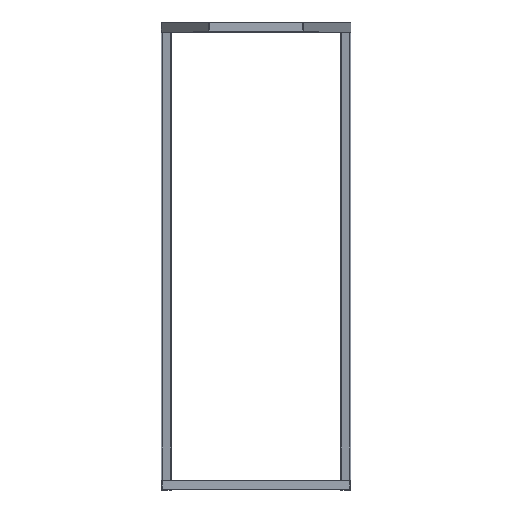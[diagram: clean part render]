
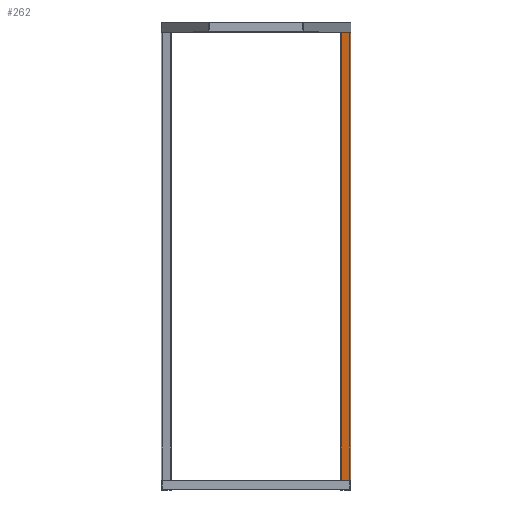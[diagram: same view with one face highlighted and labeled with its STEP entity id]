
A CAD part, top view. The second image highlights one B-rep face of the part: STEP entity #262.
In plain terms, the highlighted planar face has unit normal (0, -0.105, 0.995).
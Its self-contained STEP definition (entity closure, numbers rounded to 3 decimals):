
#32 = EDGE_CURVE('',#33,#35,#37,.T.);
#33 = VERTEX_POINT('',#34);
#34 = CARTESIAN_POINT('',(304.8,-1457.32,152.4));
#35 = VERTEX_POINT('',#36);
#36 = CARTESIAN_POINT('',(273.05,-1457.32,152.4));
#37 = SURFACE_CURVE('',#38,(#42,#54),.PCURVE_S1.);
#38 = LINE('',#39,#40);
#39 = CARTESIAN_POINT('',(304.8,-1457.32,152.4));
#40 = VECTOR('',#41,1.);
#41 = DIRECTION('',(-1.,0.,0.));
#42 = PCURVE('',#43,#48);
#43 = PLANE('',#44);
#44 = AXIS2_PLACEMENT_3D('',#45,#46,#47);
#45 = CARTESIAN_POINT('',(304.8,-1457.32,152.4));
#46 = DIRECTION('',(0.,-1.,0.));
#47 = DIRECTION('',(0.,0.,-1.));
#48 = DEFINITIONAL_REPRESENTATION('',(#49),#53);
#49 = LINE('',#50,#51);
#50 = CARTESIAN_POINT('',(0.,0.));
#51 = VECTOR('',#52,1.);
#52 = DIRECTION('',(0.,-1.));
#53 = ( GEOMETRIC_REPRESENTATION_CONTEXT(2) 
PARAMETRIC_REPRESENTATION_CONTEXT() REPRESENTATION_CONTEXT('2D SPACE',''
  ) );
#54 = PCURVE('',#55,#60);
#55 = PLANE('',#56);
#56 = AXIS2_PLACEMENT_3D('',#57,#58,#59);
#57 = CARTESIAN_POINT('',(304.8,-1460.658,152.047));
#58 = DIRECTION('',(0.,-0.105,0.994)
  );
#59 = DIRECTION('',(-1.,0.,0.));
#60 = DEFINITIONAL_REPRESENTATION('',(#61),#65);
#61 = LINE('',#62,#63);
#62 = CARTESIAN_POINT('',(0.,-3.357));
#63 = VECTOR('',#64,1.);
#64 = DIRECTION('',(1.,0.));
#65 = ( GEOMETRIC_REPRESENTATION_CONTEXT(2) 
PARAMETRIC_REPRESENTATION_CONTEXT() REPRESENTATION_CONTEXT('2D SPACE',''
  ) );
#83 = PLANE('',#84);
#84 = AXIS2_PLACEMENT_3D('',#85,#86,#87);
#85 = CARTESIAN_POINT('',(273.05,-1460.658,152.047));
#86 = DIRECTION('',(-1.,0.,0.));
#87 = DIRECTION('',(0.,0.105,-0.994));
#137 = PLANE('',#138);
#138 = AXIS2_PLACEMENT_3D('',#139,#140,#141);
#139 = CARTESIAN_POINT('',(304.8,-1457.32,120.473));
#140 = DIRECTION('',(1.,0.,0.));
#141 = DIRECTION('',(0.,-0.105,0.994)
  );
#262 = ADVANCED_FACE('',(#263),#55,.T.);
#263 = FACE_BOUND('',#264,.T.);
#264 = EDGE_LOOP('',(#265,#266,#289,#315,#341,#367));
#265 = ORIENTED_EDGE('',*,*,#32,.F.);
#266 = ORIENTED_EDGE('',*,*,#267,.T.);
#267 = EDGE_CURVE('',#33,#268,#270,.T.);
#268 = VERTEX_POINT('',#269);
#269 = CARTESIAN_POINT('',(304.8,-15.875,304.799));
#270 = SURFACE_CURVE('',#271,(#275,#282),.PCURVE_S1.);
#271 = LINE('',#272,#273);
#272 = CARTESIAN_POINT('',(304.8,-1460.658,152.047));
#273 = VECTOR('',#274,1.);
#274 = DIRECTION('',(0.,0.994,0.105));
#275 = PCURVE('',#55,#276);
#276 = DEFINITIONAL_REPRESENTATION('',(#277),#281);
#277 = LINE('',#278,#279);
#278 = CARTESIAN_POINT('',(0.,-0.));
#279 = VECTOR('',#280,1.);
#280 = DIRECTION('',(0.,-1.));
#281 = ( GEOMETRIC_REPRESENTATION_CONTEXT(2) 
PARAMETRIC_REPRESENTATION_CONTEXT() REPRESENTATION_CONTEXT('2D SPACE',''
  ) );
#282 = PCURVE('',#137,#283);
#283 = DEFINITIONAL_REPRESENTATION('',(#284),#288);
#284 = LINE('',#285,#286);
#285 = CARTESIAN_POINT('',(31.75,0.));
#286 = VECTOR('',#287,1.);
#287 = DIRECTION('',(0.,-1.));
#288 = ( GEOMETRIC_REPRESENTATION_CONTEXT(2) 
PARAMETRIC_REPRESENTATION_CONTEXT() REPRESENTATION_CONTEXT('2D SPACE',''
  ) );
#289 = ORIENTED_EDGE('',*,*,#290,.T.);
#290 = EDGE_CURVE('',#268,#291,#293,.T.);
#291 = VERTEX_POINT('',#292);
#292 = CARTESIAN_POINT('',(304.799,-15.875,304.799));
#293 = SURFACE_CURVE('',#294,(#298,#304),.PCURVE_S1.);
#294 = LINE('',#295,#296);
#295 = CARTESIAN_POINT('',(304.8,-15.875,304.799));
#296 = VECTOR('',#297,1.);
#297 = DIRECTION('',(-1.,-0.,0.));
#298 = PCURVE('',#55,#299);
#299 = DEFINITIONAL_REPRESENTATION('',(#300),#303);
#300 = B_SPLINE_CURVE_WITH_KNOTS('',1,(#301,#302),.UNSPECIFIED.,.F.,.F.,
  (2,2),(-3.175,34.925),.PIECEWISE_BEZIER_KNOTS.);
#301 = CARTESIAN_POINT('',(-3.175,-1452.836));
#302 = CARTESIAN_POINT('',(34.925,-1452.836));
#303 = ( GEOMETRIC_REPRESENTATION_CONTEXT(2) 
PARAMETRIC_REPRESENTATION_CONTEXT() REPRESENTATION_CONTEXT('2D SPACE',''
  ) );
#304 = PCURVE('',#305,#310);
#305 = PLANE('',#306);
#306 = AXIS2_PLACEMENT_3D('',#307,#308,#309);
#307 = CARTESIAN_POINT('',(304.8,-15.875,0.));
#308 = DIRECTION('',(0.,-1.,0.));
#309 = DIRECTION('',(-1.,0.,0.));
#310 = DEFINITIONAL_REPRESENTATION('',(#311),#314);
#311 = B_SPLINE_CURVE_WITH_KNOTS('',1,(#312,#313),.UNSPECIFIED.,.F.,.F.,
  (2,2),(-3.175,34.925),.PIECEWISE_BEZIER_KNOTS.);
#312 = CARTESIAN_POINT('',(-3.175,-304.799));
#313 = CARTESIAN_POINT('',(34.925,-304.799));
#314 = ( GEOMETRIC_REPRESENTATION_CONTEXT(2) 
PARAMETRIC_REPRESENTATION_CONTEXT() REPRESENTATION_CONTEXT('2D SPACE',''
  ) );
#315 = ORIENTED_EDGE('',*,*,#316,.T.);
#316 = EDGE_CURVE('',#291,#317,#319,.T.);
#317 = VERTEX_POINT('',#318);
#318 = CARTESIAN_POINT('',(304.797,-15.875,304.799));
#319 = SURFACE_CURVE('',#320,(#324,#330),.PCURVE_S1.);
#320 = LINE('',#321,#322);
#321 = CARTESIAN_POINT('',(0.,-15.875,304.799));
#322 = VECTOR('',#323,1.);
#323 = DIRECTION('',(-1.,0.,0.));
#324 = PCURVE('',#55,#325);
#325 = DEFINITIONAL_REPRESENTATION('',(#326),#329);
#326 = B_SPLINE_CURVE_WITH_KNOTS('',1,(#327,#328),.UNSPECIFIED.,.F.,.F.,
  (2,2),(-304.8,-304.796),.PIECEWISE_BEZIER_KNOTS.);
#327 = CARTESIAN_POINT('',(0.,-1452.836));
#328 = CARTESIAN_POINT('',(0.004,-1452.836));
#329 = ( GEOMETRIC_REPRESENTATION_CONTEXT(2) 
PARAMETRIC_REPRESENTATION_CONTEXT() REPRESENTATION_CONTEXT('2D SPACE',''
  ) );
#330 = PCURVE('',#331,#336);
#331 = PLANE('',#332);
#332 = AXIS2_PLACEMENT_3D('',#333,#334,#335);
#333 = CARTESIAN_POINT('',(-304.8,-15.875,273.05));
#334 = DIRECTION('',(0.,-1.,0.));
#335 = DIRECTION('',(0.,0.,1.));
#336 = DEFINITIONAL_REPRESENTATION('',(#337),#340);
#337 = B_SPLINE_CURVE_WITH_KNOTS('',1,(#338,#339),.UNSPECIFIED.,.F.,.F.,
  (2,2),(-304.8,-304.796),.PIECEWISE_BEZIER_KNOTS.);
#338 = CARTESIAN_POINT('',(31.749,-609.6));
#339 = CARTESIAN_POINT('',(31.749,-609.596));
#340 = ( GEOMETRIC_REPRESENTATION_CONTEXT(2) 
PARAMETRIC_REPRESENTATION_CONTEXT() REPRESENTATION_CONTEXT('2D SPACE',''
  ) );
#341 = ORIENTED_EDGE('',*,*,#342,.T.);
#342 = EDGE_CURVE('',#317,#343,#345,.T.);
#343 = VERTEX_POINT('',#344);
#344 = CARTESIAN_POINT('',(273.05,-15.875,304.799));
#345 = SURFACE_CURVE('',#346,(#350,#356),.PCURVE_S1.);
#346 = LINE('',#347,#348);
#347 = CARTESIAN_POINT('',(0.,-15.875,304.799));
#348 = VECTOR('',#349,1.);
#349 = DIRECTION('',(-1.,0.,0.));
#350 = PCURVE('',#55,#351);
#351 = DEFINITIONAL_REPRESENTATION('',(#352),#355);
#352 = B_SPLINE_CURVE_WITH_KNOTS('',1,(#353,#354),.UNSPECIFIED.,.F.,.F.,
  (2,2),(-307.975,-269.875),.PIECEWISE_BEZIER_KNOTS.);
#353 = CARTESIAN_POINT('',(-3.175,-1452.836));
#354 = CARTESIAN_POINT('',(34.925,-1452.836));
#355 = ( GEOMETRIC_REPRESENTATION_CONTEXT(2) 
PARAMETRIC_REPRESENTATION_CONTEXT() REPRESENTATION_CONTEXT('2D SPACE',''
  ) );
#356 = PCURVE('',#357,#362);
#357 = PLANE('',#358);
#358 = AXIS2_PLACEMENT_3D('',#359,#360,#361);
#359 = CARTESIAN_POINT('',(-304.8,-15.875,273.05));
#360 = DIRECTION('',(0.,-1.,0.));
#361 = DIRECTION('',(0.,0.,1.));
#362 = DEFINITIONAL_REPRESENTATION('',(#363),#366);
#363 = B_SPLINE_CURVE_WITH_KNOTS('',1,(#364,#365),.UNSPECIFIED.,.F.,.F.,
  (2,2),(-307.975,-269.875),.PIECEWISE_BEZIER_KNOTS.);
#364 = CARTESIAN_POINT('',(31.749,-612.775));
#365 = CARTESIAN_POINT('',(31.749,-574.675));
#366 = ( GEOMETRIC_REPRESENTATION_CONTEXT(2) 
PARAMETRIC_REPRESENTATION_CONTEXT() REPRESENTATION_CONTEXT('2D SPACE',''
  ) );
#367 = ORIENTED_EDGE('',*,*,#368,.F.);
#368 = EDGE_CURVE('',#35,#343,#369,.T.);
#369 = SURFACE_CURVE('',#370,(#374,#381),.PCURVE_S1.);
#370 = LINE('',#371,#372);
#371 = CARTESIAN_POINT('',(273.05,-1460.658,152.047));
#372 = VECTOR('',#373,1.);
#373 = DIRECTION('',(0.,0.994,0.105));
#374 = PCURVE('',#55,#375);
#375 = DEFINITIONAL_REPRESENTATION('',(#376),#380);
#376 = LINE('',#377,#378);
#377 = CARTESIAN_POINT('',(31.75,0.));
#378 = VECTOR('',#379,1.);
#379 = DIRECTION('',(0.,-1.));
#380 = ( GEOMETRIC_REPRESENTATION_CONTEXT(2) 
PARAMETRIC_REPRESENTATION_CONTEXT() REPRESENTATION_CONTEXT('2D SPACE',''
  ) );
#381 = PCURVE('',#83,#382);
#382 = DEFINITIONAL_REPRESENTATION('',(#383),#387);
#383 = LINE('',#384,#385);
#384 = CARTESIAN_POINT('',(0.,-0.));
#385 = VECTOR('',#386,1.);
#386 = DIRECTION('',(0.,-1.));
#387 = ( GEOMETRIC_REPRESENTATION_CONTEXT(2) 
PARAMETRIC_REPRESENTATION_CONTEXT() REPRESENTATION_CONTEXT('2D SPACE',''
  ) );
